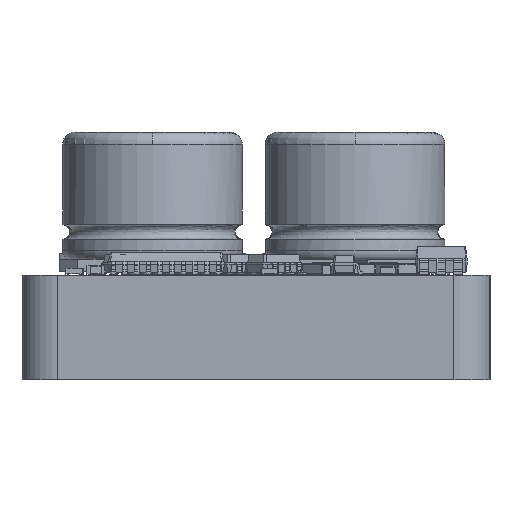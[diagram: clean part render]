
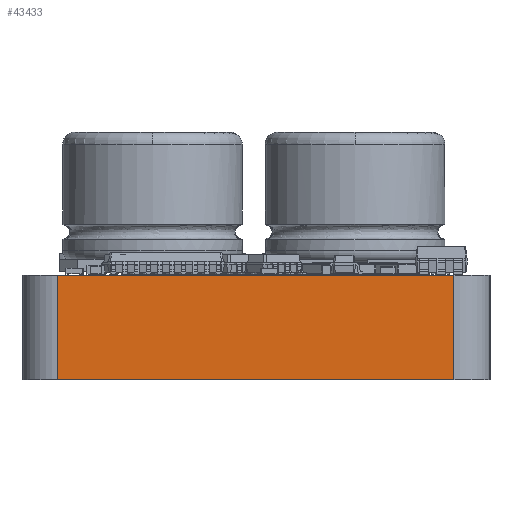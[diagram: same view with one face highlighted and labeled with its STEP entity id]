
A CAD part, left-side view. The second image highlights one B-rep face of the part: STEP entity #43433.
In plain terms, the highlighted planar face has unit normal (-1, 0, 0).
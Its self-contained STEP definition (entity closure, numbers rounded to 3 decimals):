
#42606 = VERTEX_POINT('',#42607);
#42607 = CARTESIAN_POINT('',(67.25,-81.,0.));
#42614 = EDGE_CURVE('',#42606,#42615,#42617,.T.);
#42615 = VERTEX_POINT('',#42616);
#42616 = CARTESIAN_POINT('',(67.25,-59.,0.));
#42617 = LINE('',#42618,#42619);
#42618 = CARTESIAN_POINT('',(67.25,-81.,0.));
#42619 = VECTOR('',#42620,1.);
#42620 = DIRECTION('',(0.,1.,0.));
#43236 = VERTEX_POINT('',#43237);
#43237 = CARTESIAN_POINT('',(67.25,-81.,5.8));
#43244 = EDGE_CURVE('',#43236,#43245,#43247,.T.);
#43245 = VERTEX_POINT('',#43246);
#43246 = CARTESIAN_POINT('',(67.25,-59.,5.8));
#43247 = LINE('',#43248,#43249);
#43248 = CARTESIAN_POINT('',(67.25,-81.,5.8));
#43249 = VECTOR('',#43250,1.);
#43250 = DIRECTION('',(0.,1.,0.));
#43403 = EDGE_CURVE('',#42615,#43245,#43404,.T.);
#43404 = LINE('',#43405,#43406);
#43405 = CARTESIAN_POINT('',(67.25,-59.,0.));
#43406 = VECTOR('',#43407,1.);
#43407 = DIRECTION('',(0.,0.,1.));
#43433 = ADVANCED_FACE('',(#43434),#43445,.T.);
#43434 = FACE_BOUND('',#43435,.T.);
#43435 = EDGE_LOOP('',(#43436,#43442,#43443,#43444));
#43436 = ORIENTED_EDGE('',*,*,#43437,.T.);
#43437 = EDGE_CURVE('',#42606,#43236,#43438,.T.);
#43438 = LINE('',#43439,#43440);
#43439 = CARTESIAN_POINT('',(67.25,-81.,0.));
#43440 = VECTOR('',#43441,1.);
#43441 = DIRECTION('',(0.,0.,1.));
#43442 = ORIENTED_EDGE('',*,*,#43244,.T.);
#43443 = ORIENTED_EDGE('',*,*,#43403,.F.);
#43444 = ORIENTED_EDGE('',*,*,#42614,.F.);
#43445 = PLANE('',#43446);
#43446 = AXIS2_PLACEMENT_3D('',#43447,#43448,#43449);
#43447 = CARTESIAN_POINT('',(67.25,-81.,0.));
#43448 = DIRECTION('',(-1.,0.,0.));
#43449 = DIRECTION('',(0.,1.,0.));
